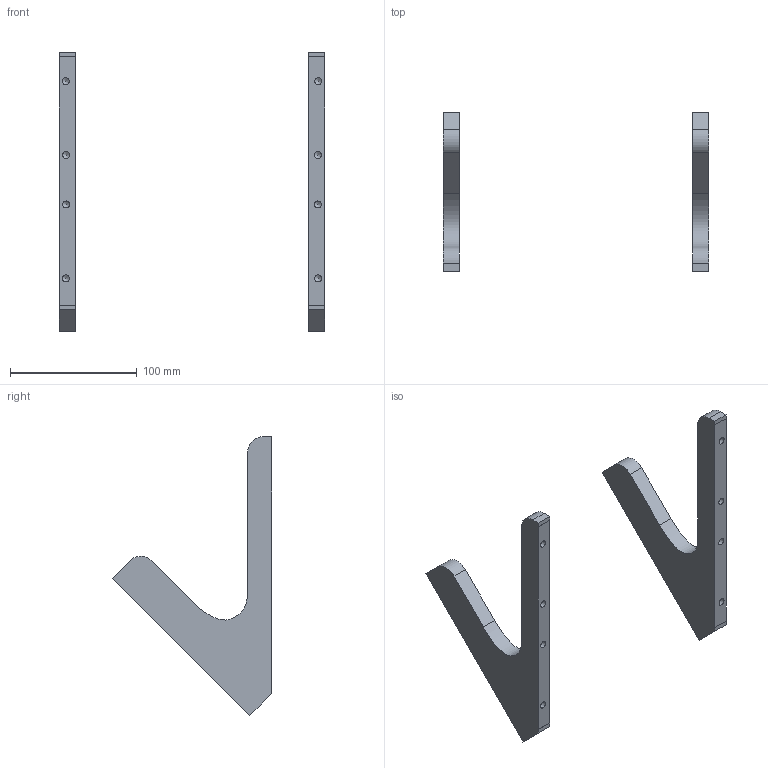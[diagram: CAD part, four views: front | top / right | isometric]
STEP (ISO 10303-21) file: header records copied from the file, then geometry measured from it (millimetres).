
FILE_DESCRIPTION(/* description */ (''),/* implementation_level */ '2;1');
FILE_NAME(/* name */ 'left-base.step',/* time_stamp */ '2021-10-24T17:56:38-05:00',/* author */ (''),/* organization */ (''),/* preprocessor_version */ 'ST-DEVELOPER v18.1',/* originating_system */ 'Autodesk Translation Framework v10.10.0.1391',/* authorisation */ '');
FILE_SCHEMA (('AUTOMOTIVE_DESIGN { 1 0 10303 214 3 1 1 }'));
Length unit declared in the file: inch
Products named in the file (2): Extra-components; DSKY-matic-base
Assembly tree (1 placements, depth 2):
  Extra-components
    DSKY-matic-base
Bounding box: 209.72 x 125.88 x 220.52 mm (x, y, z)
Volume: 221694.8 mm3; surface area: 53121.6 mm2
Topology: 2 solids, 2 shells, 48 faces, 124 edges, 80 vertices
Faces by surface type: plane 26, cylinder 12, cone 8, bspline 2
Full cylindrical faces by diameter (mm): 5.563 x8
Entity records: 1563 total; most frequent: CARTESIAN_POINT 361, DIRECTION 234, ORIENTED_EDGE 232, EDGE_CURVE 116, LINE 88, VECTOR 88, VERTEX_POINT 80, AXIS2_PLACEMENT_3D 73
